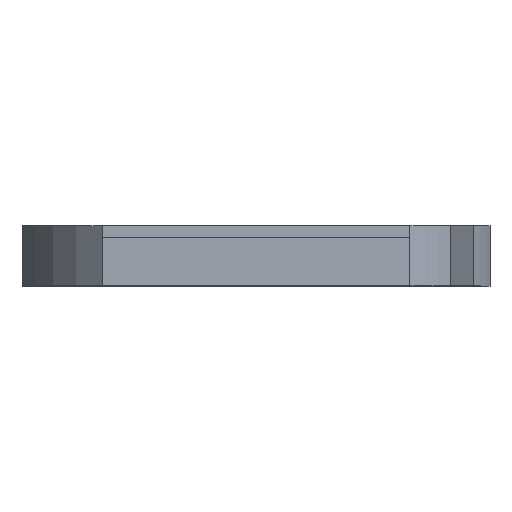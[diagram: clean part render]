
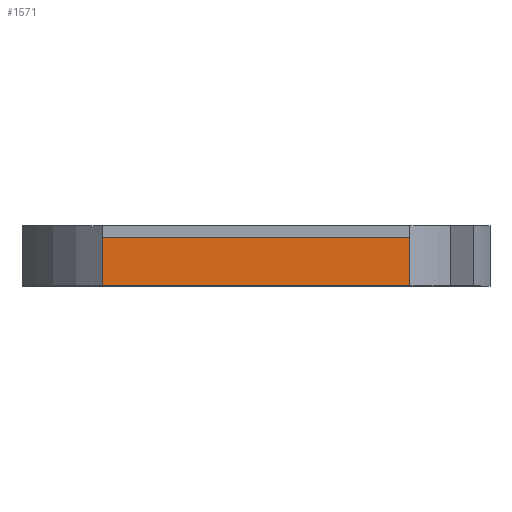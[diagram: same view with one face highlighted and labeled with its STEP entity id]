
A CAD part, top view. The second image highlights one B-rep face of the part: STEP entity #1571.
In plain terms, the highlighted planar face has unit normal (0, 0, 1).
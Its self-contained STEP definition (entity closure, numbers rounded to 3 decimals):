
#9 = FACE_OUTER_BOUND ( 'NONE', #897, .T. ) ;
#118 = EDGE_CURVE ( 'NONE', #1311, #1590, #338, .T. ) ;
#132 = VERTEX_POINT ( 'NONE', #379 ) ;
#196 = EDGE_CURVE ( 'NONE', #811, #1311, #1563, .T. ) ;
#214 = DIRECTION ( 'NONE',  ( -1., 0., 0. ) ) ;
#261 = ORIENTED_EDGE ( 'NONE', *, *, #1477, .T. ) ;
#317 = CARTESIAN_POINT ( 'NONE',  ( -12.75, 5., 13. ) ) ;
#338 = LINE ( 'NONE', #739, #621 ) ;
#364 = CARTESIAN_POINT ( 'NONE',  ( 12.75, 4., 13. ) ) ;
#379 = CARTESIAN_POINT ( 'NONE',  ( -12.75, 0., 13. ) ) ;
#390 = CARTESIAN_POINT ( 'NONE',  ( -12.75, 4., 13. ) ) ;
#507 = DIRECTION ( 'NONE',  ( 0., -1., 0. ) ) ;
#549 = VECTOR ( 'NONE', #595, 1000. ) ;
#581 = CARTESIAN_POINT ( 'NONE',  ( -12.75, 4., 13. ) ) ;
#584 = CARTESIAN_POINT ( 'NONE',  ( 12.75, 0., 13. ) ) ;
#595 = DIRECTION ( 'NONE',  ( 1., 0., 0. ) ) ;
#621 = VECTOR ( 'NONE', #507, 1000. ) ;
#635 = VECTOR ( 'NONE', #914, 1000. ) ;
#739 = CARTESIAN_POINT ( 'NONE',  ( 12.75, 5., 13. ) ) ;
#811 = VERTEX_POINT ( 'NONE', #581 ) ;
#886 = ORIENTED_EDGE ( 'NONE', *, *, #1289, .T. ) ;
#897 = EDGE_LOOP ( 'NONE', ( #1215, #1412, #261, #886 ) ) ;
#898 = VECTOR ( 'NONE', #964, 1000. ) ;
#914 = DIRECTION ( 'NONE',  ( 0., -1., 0. ) ) ;
#931 = DIRECTION ( 'NONE',  ( 0., 0., -1. ) ) ;
#939 = LINE ( 'NONE', #1459, #898 ) ;
#964 = DIRECTION ( 'NONE',  ( 1., 0., 0. ) ) ;
#1215 = ORIENTED_EDGE ( 'NONE', *, *, #118, .F. ) ;
#1271 = AXIS2_PLACEMENT_3D ( 'NONE', #1421, #931, #214 ) ;
#1289 = EDGE_CURVE ( 'NONE', #132, #1590, #939, .T. ) ;
#1311 = VERTEX_POINT ( 'NONE', #364 ) ;
#1412 = ORIENTED_EDGE ( 'NONE', *, *, #196, .F. ) ;
#1421 = CARTESIAN_POINT ( 'NONE',  ( 12.75, 5., 13. ) ) ;
#1459 = CARTESIAN_POINT ( 'NONE',  ( 12.75, 0., 13. ) ) ;
#1477 = EDGE_CURVE ( 'NONE', #811, #132, #1579, .T. ) ;
#1552 = PLANE ( 'NONE',  #1271 ) ;
#1563 = LINE ( 'NONE', #390, #549 ) ;
#1571 = ADVANCED_FACE ( 'NONE', ( #9 ), #1552, .F. ) ;
#1579 = LINE ( 'NONE', #317, #635 ) ;
#1590 = VERTEX_POINT ( 'NONE', #584 ) ;
